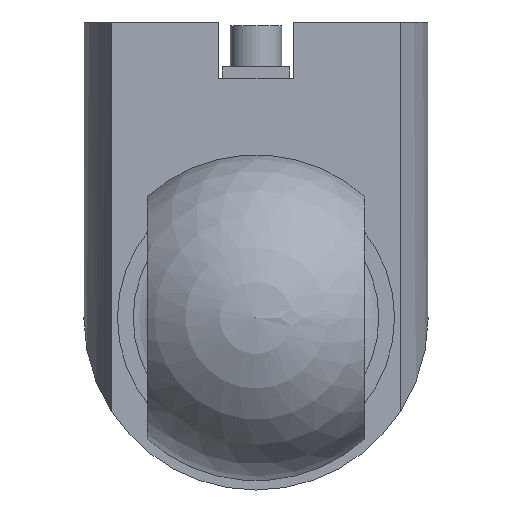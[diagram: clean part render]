
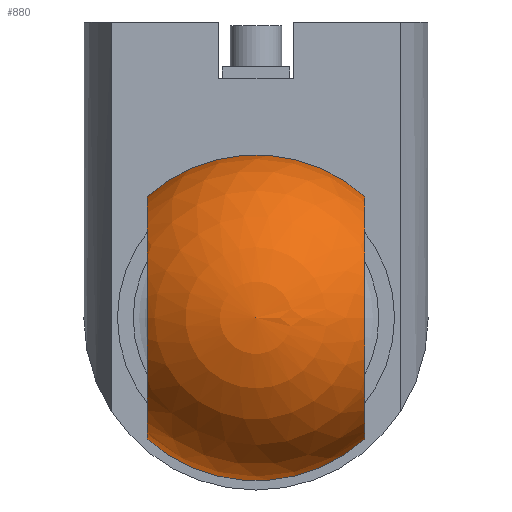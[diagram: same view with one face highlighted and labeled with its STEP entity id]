
A CAD part, front view. The second image highlights one B-rep face of the part: STEP entity #880.
In plain terms, the highlighted spherical face has radius 43.5 mm.
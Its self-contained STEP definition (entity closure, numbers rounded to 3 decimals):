
#28=SPHERICAL_SURFACE('',#1009,43.5);
#122=FACE_OUTER_BOUND('',#180,.T.);
#180=EDGE_LOOP('',(#709,#710,#711,#712,#713,#714,#715));
#350=CIRCLE('',#981,32.423);
#352=CIRCLE('',#984,32.423);
#355=CIRCLE('',#987,32.423);
#356=CIRCLE('',#989,43.5);
#371=CIRCLE('',#1010,43.5);
#372=CIRCLE('',#1011,43.5);
#426=VERTEX_POINT('',#1462);
#427=VERTEX_POINT('',#1463);
#430=VERTEX_POINT('',#1471);
#431=VERTEX_POINT('',#1472);
#435=VERTEX_POINT('',#1480);
#445=VERTEX_POINT('',#1516);
#516=EDGE_CURVE('',#426,#427,#350,.T.);
#520=EDGE_CURVE('',#430,#431,#352,.T.);
#525=EDGE_CURVE('',#431,#435,#355,.T.);
#526=EDGE_CURVE('',#426,#435,#356,.T.);
#542=EDGE_CURVE('',#430,#427,#371,.T.);
#543=EDGE_CURVE('',#445,#431,#372,.T.);
#709=ORIENTED_EDGE('',*,*,#516,.T.);
#710=ORIENTED_EDGE('',*,*,#542,.F.);
#711=ORIENTED_EDGE('',*,*,#520,.T.);
#712=ORIENTED_EDGE('',*,*,#543,.F.);
#713=ORIENTED_EDGE('',*,*,#543,.T.);
#714=ORIENTED_EDGE('',*,*,#525,.T.);
#715=ORIENTED_EDGE('',*,*,#526,.F.);
#880=ADVANCED_FACE('',(#122),#28,.T.);
#981=AXIS2_PLACEMENT_3D('',#1464,#1157,#1158);
#984=AXIS2_PLACEMENT_3D('',#1473,#1165,#1166);
#987=AXIS2_PLACEMENT_3D('',#1482,#1173,#1174);
#989=AXIS2_PLACEMENT_3D('',#1484,#1177,#1178);
#1009=AXIS2_PLACEMENT_3D('',#1514,#1218,#1219);
#1010=AXIS2_PLACEMENT_3D('',#1515,#1220,#1221);
#1011=AXIS2_PLACEMENT_3D('',#1517,#1222,#1223);
#1157=DIRECTION('center_axis',(0.,0.,1.));
#1158=DIRECTION('ref_axis',(0.,1.,0.));
#1165=DIRECTION('center_axis',(0.,0.,-1.));
#1166=DIRECTION('ref_axis',(0.,-1.,0.));
#1173=DIRECTION('center_axis',(0.,0.,-1.));
#1174=DIRECTION('ref_axis',(0.,-1.,0.));
#1177=DIRECTION('center_axis',(0.,-1.,0.));
#1178=DIRECTION('ref_axis',(1.,0.,0.));
#1218=DIRECTION('center_axis',(0.,1.,0.));
#1219=DIRECTION('ref_axis',(0.,0.,-1.));
#1220=DIRECTION('center_axis',(0.,-1.,0.));
#1221=DIRECTION('ref_axis',(1.,0.,0.));
#1222=DIRECTION('center_axis',(1.,0.,0.));
#1223=DIRECTION('ref_axis',(0.,0.,1.));
#1462=CARTESIAN_POINT('',(32.423,80.5,-29.));
#1463=CARTESIAN_POINT('',(-32.423,80.5,-29.));
#1464=CARTESIAN_POINT('Origin',(0.,80.5,-29.));
#1471=CARTESIAN_POINT('',(-32.423,80.5,29.));
#1472=CARTESIAN_POINT('',(0.,112.923,29.));
#1473=CARTESIAN_POINT('Origin',(0.,80.5,29.));
#1480=CARTESIAN_POINT('',(32.423,80.5,29.));
#1482=CARTESIAN_POINT('Origin',(0.,80.5,29.));
#1484=CARTESIAN_POINT('Origin',(0.,80.5,0.));
#1514=CARTESIAN_POINT('Origin',(0.,80.5,0.));
#1515=CARTESIAN_POINT('Origin',(0.,80.5,0.));
#1516=CARTESIAN_POINT('',(0.,124.,0.));
#1517=CARTESIAN_POINT('Origin',(0.,80.5,0.));
